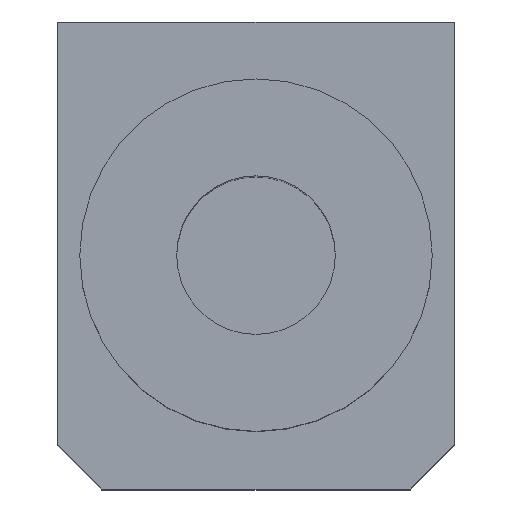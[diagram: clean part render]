
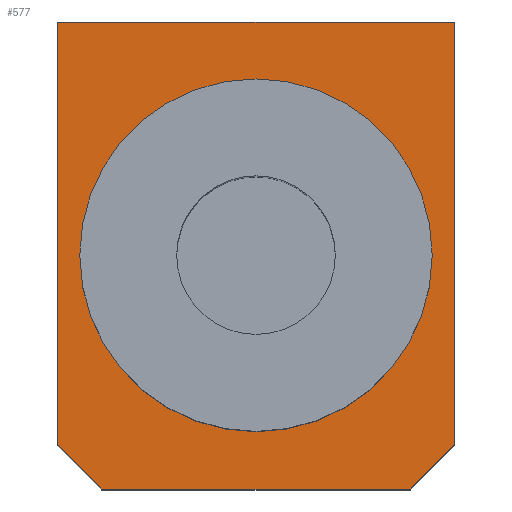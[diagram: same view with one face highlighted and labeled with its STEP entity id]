
A CAD part, top view. The second image highlights one B-rep face of the part: STEP entity #577.
In plain terms, the highlighted planar face has unit normal (0, 0, 1).
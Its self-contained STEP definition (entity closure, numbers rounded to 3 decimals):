
#19=FACE_BOUND('',#95,.T.);
#23=CIRCLE('',#618,4.);
#57=FACE_OUTER_BOUND('',#94,.T.);
#94=EDGE_LOOP('',(#489,#490,#491,#492,#493,#494));
#95=EDGE_LOOP('',(#495));
#146=LINE('',#888,#214);
#152=LINE('',#899,#220);
#157=LINE('',#911,#225);
#160=LINE('',#916,#228);
#162=LINE('',#919,#230);
#163=LINE('',#921,#231);
#214=VECTOR('',#738,10.);
#220=VECTOR('',#746,10.);
#225=VECTOR('',#755,10.);
#228=VECTOR('',#760,10.);
#230=VECTOR('',#764,10.);
#231=VECTOR('',#767,10.);
#267=VERTEX_POINT('',#881);
#268=VERTEX_POINT('',#886);
#269=VERTEX_POINT('',#887);
#273=VERTEX_POINT('',#897);
#277=VERTEX_POINT('',#909);
#278=VERTEX_POINT('',#910);
#279=VERTEX_POINT('',#915);
#333=EDGE_CURVE('',#267,#267,#23,.T.);
#334=EDGE_CURVE('',#268,#269,#146,.T.);
#340=EDGE_CURVE('',#268,#273,#152,.T.);
#345=EDGE_CURVE('',#277,#278,#157,.T.);
#348=EDGE_CURVE('',#279,#278,#160,.T.);
#350=EDGE_CURVE('',#273,#279,#162,.T.);
#351=EDGE_CURVE('',#277,#269,#163,.T.);
#489=ORIENTED_EDGE('',*,*,#334,.F.);
#490=ORIENTED_EDGE('',*,*,#340,.T.);
#491=ORIENTED_EDGE('',*,*,#350,.T.);
#492=ORIENTED_EDGE('',*,*,#348,.T.);
#493=ORIENTED_EDGE('',*,*,#345,.F.);
#494=ORIENTED_EDGE('',*,*,#351,.T.);
#495=ORIENTED_EDGE('',*,*,#333,.T.);
#525=PLANE('',#627);
#577=ADVANCED_FACE('',(#57,#19),#525,.T.);
#618=AXIS2_PLACEMENT_3D('',#883,#732,#733);
#627=AXIS2_PLACEMENT_3D('',#922,#768,#769);
#732=DIRECTION('center_axis',(0.,0.,-1.));
#733=DIRECTION('ref_axis',(-1.,0.,0.));
#738=DIRECTION('',(-0.707,-0.707,0.));
#746=DIRECTION('',(0.,1.,0.));
#755=DIRECTION('',(-0.707,0.707,0.));
#760=DIRECTION('',(0.,-1.,0.));
#764=DIRECTION('',(-1.,0.,0.));
#767=DIRECTION('',(1.,0.,0.));
#768=DIRECTION('center_axis',(0.,0.,1.));
#769=DIRECTION('ref_axis',(1.,0.,0.));
#881=CARTESIAN_POINT('',(4.,0.,13.));
#883=CARTESIAN_POINT('Origin',(0.,0.,13.));
#886=CARTESIAN_POINT('',(4.5,-4.3,13.));
#887=CARTESIAN_POINT('',(3.5,-5.3,13.));
#888=CARTESIAN_POINT('',(4.2,-4.6,13.));
#897=CARTESIAN_POINT('',(4.5,5.3,13.));
#899=CARTESIAN_POINT('',(4.5,-5.3,13.));
#909=CARTESIAN_POINT('',(-3.5,-5.3,13.));
#910=CARTESIAN_POINT('',(-4.5,-4.3,13.));
#911=CARTESIAN_POINT('',(-4.2,-4.6,13.));
#915=CARTESIAN_POINT('',(-4.5,5.3,13.));
#916=CARTESIAN_POINT('',(-4.5,5.3,13.));
#919=CARTESIAN_POINT('',(4.5,5.3,13.));
#921=CARTESIAN_POINT('',(-4.5,-5.3,13.));
#922=CARTESIAN_POINT('Origin',(0.,0.,13.));
